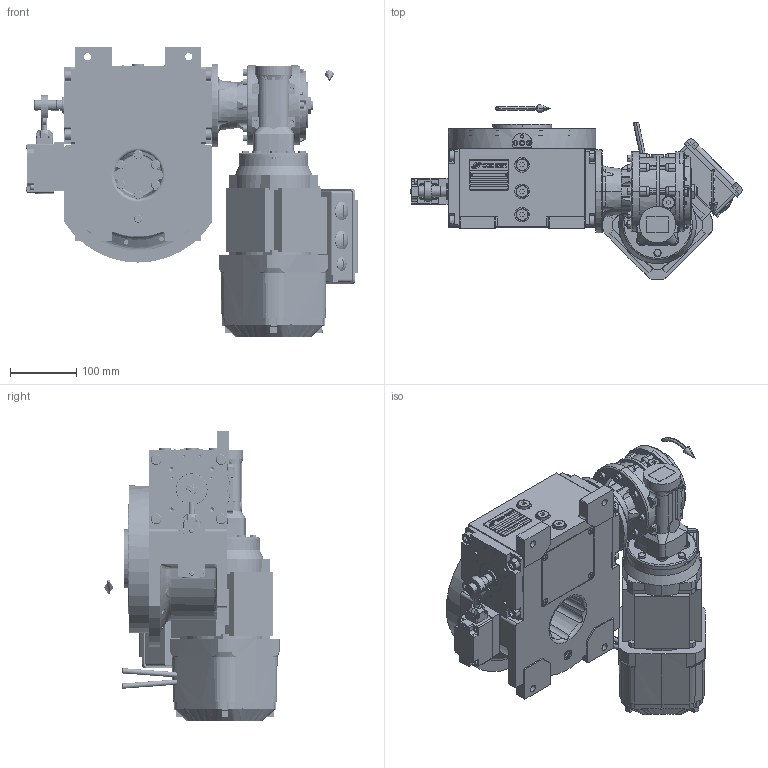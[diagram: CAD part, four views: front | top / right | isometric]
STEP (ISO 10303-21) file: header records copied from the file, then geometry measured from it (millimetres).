
FILE_DESCRIPTION (( 'STEP AP203' ), '1' );
FILE_NAME ('PC5200567.step', '2024-08-29T13:09:14', ( '' ), ( '' ), 'SwSTEP 2.0', 'SolidWorks 2020', '' );
FILE_SCHEMA (( 'CONFIG_CONTROL_DESIGN' ));
Length unit declared in the file: millimetre
Products named in the file (90): cfn2104_01_016; AS_900_38_30_003; CFN2010_02_002^rig06_071_06_m_asm(2)_rig06_071_06_m_asm.stp; AS_rig06_004_s_001; cfn2000_01_103; cfn2107_01_001; 9004_1704; cfn2000_01_126; 900_38_30_003; rig06_071_06_m_asm.stp; cfn2155_01_303; cfn2128_04_004; AS_cfn2000_01_168; rig06_007_master; cfn2151_01_090; cfn2155_01_056; AS_rig06_071_6_m; cfn2000_01_168; rig06_004_s_001; cfn2000_01_124; CFN2223_01-570X6-B^rig06_071_06_m_asm(2)_rig06_071_06_m_asm.stp; cfn2115_02_165; rig06_003_6; AS_900_38_10_49_4; CFN2000_01_185^RIG06_005_ASM_rig06_071_06_m_asm(2)_rig06_071_06_m_asm.stp; DRN71MS4BE05HRFT; cfn2151_01_290; cfn2400_01_001; cfn2077_01_018; cfn2000_01_161; olio_agip_blasia_150; rig06_015; 900_38_10_49_4; AS_rig06_016; cfn2003_01_054; cfn2115_01_005; RIG06_005_ASM^rig06_071_06_m_asm(2)_rig06_071_06_m_asm.stp; RIG06_021_AF0^RIG06_005_ASM_rig06_071_06_m_asm(2)_rig06_071_06_m_asm.stp; freccia_angolare_albero; AS_rig06_015 ...
Assembly tree (87 placements, depth 5):
  rig06_007_master
  cfn2151_01_090
  CFN2223_01-570X6-B^rig06_071_06_m_asm(2)_rig06_071_06_m_asm.stp
  cfn2115_02_165
  cfn2151_01_290
Bounding box: 500.08 x 263.95 x 437.4 mm (x, y, z)
Volume: 8049033.3 mm3; surface area: 1216154.1 mm2
Topology: 74 solids, 76 shells, 4313 faces, 11026 edges, 7056 vertices
Faces by surface type: plane 1975, cylinder 1439, cone 645, torus 189, bspline 53, sphere 12
Entity records: 152403 total; most frequent: CARTESIAN_POINT 42436, DIRECTION 21139, ORIENTED_EDGE 20920, EDGE_CURVE 10460, AXIS2_PLACEMENT_3D 7672, VERTEX_POINT 6767, VECTOR 5795, LINE 5795
